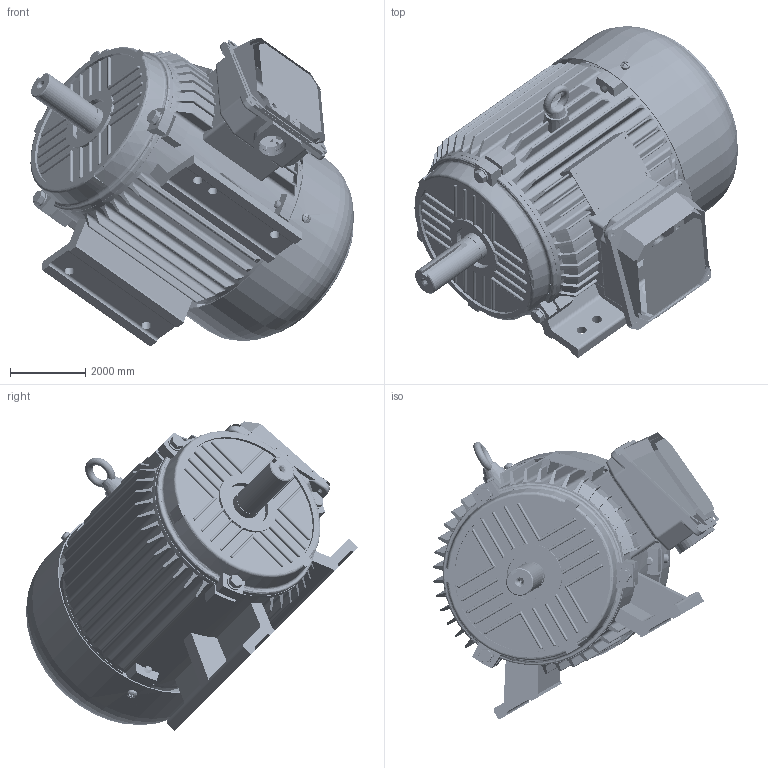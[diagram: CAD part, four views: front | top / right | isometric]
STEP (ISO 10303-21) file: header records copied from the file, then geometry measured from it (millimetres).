
FILE_DESCRIPTION (( 'STEP AP214' ), '1' );
FILE_NAME ('MTCP-005-3BD18.STEP', '2018-03-07T18:07:51', ( '' ), ( '' ), 'SwSTEP 2.0', 'SolidWorks 2017', '' );
FILE_SCHEMA (( 'AUTOMOTIVE_DESIGN' ));
Length unit declared in the file: inch
Products named in the file (2): MTCP-005-3BD18（15.12.16）; MTCP-005-3BD18
Assembly tree (1 placements, depth 2):
  MTCP-005-3BD18
    MTCP-005-3BD18（15.12.16）
Bounding box: 8613.1 x 8849.38 x 8243.47 mm (x, y, z)
Surface area: 545714119.8 mm2 (no closed solid volume)
Topology: 0 solids, 49 shells, 4813 faces, 12657 edges, 7973 vertices
Faces by surface type: cylinder 2322, plane 1195, cone 1150, torus 79, sphere 65, bspline 2
Entity records: 177763 total; most frequent: CARTESIAN_POINT 56266, DIRECTION 26319, ORIENTED_EDGE 25062, EDGE_CURVE 12607, AXIS2_PLACEMENT_3D 9970, VERTEX_POINT 7941, LINE 6379, VECTOR 6379
